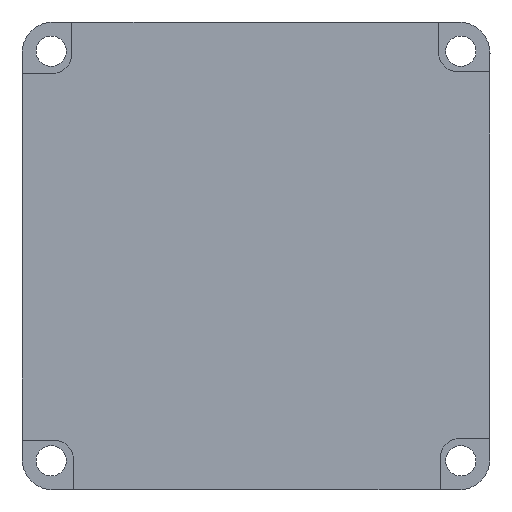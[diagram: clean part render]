
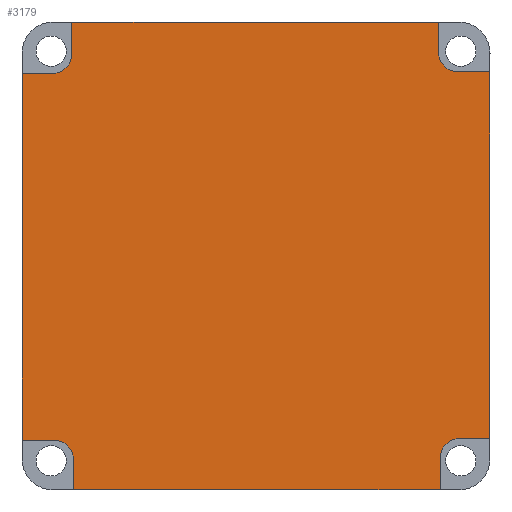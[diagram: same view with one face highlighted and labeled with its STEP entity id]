
A CAD part, left-side view. The second image highlights one B-rep face of the part: STEP entity #3179.
In plain terms, the highlighted planar face has unit normal (-1, 0, 0).
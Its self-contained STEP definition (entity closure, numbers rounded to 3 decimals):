
#5 = EDGE_CURVE ( 'NONE', #2792, #2084, #1931, .T. ) ;
#39 = EDGE_CURVE ( 'NONE', #780, #308, #4427, .T. ) ;
#40 = CARTESIAN_POINT ( 'NONE',  ( 242.222, 207.111, -84. ) ) ;
#46 = AXIS2_PLACEMENT_3D ( 'NONE', #4099, #2065, #4435 ) ;
#89 = EDGE_CURVE ( 'NONE', #3223, #1309, #2533, .T. ) ;
#91 = DIRECTION ( 'NONE',  ( 0., -1., 0. ) ) ;
#103 = ORIENTED_EDGE ( 'NONE', *, *, #1004, .F. ) ;
#111 = CARTESIAN_POINT ( 'NONE',  ( 242.222, 180., -44. ) ) ;
#177 = VERTEX_POINT ( 'NONE', #4522 ) ;
#213 = VERTEX_POINT ( 'NONE', #1852 ) ;
#232 = ORIENTED_EDGE ( 'NONE', *, *, #5, .F. ) ;
#253 = DIRECTION ( 'NONE',  ( 0., 0., -1. ) ) ;
#299 = ORIENTED_EDGE ( 'NONE', *, *, #4413, .T. ) ;
#308 = VERTEX_POINT ( 'NONE', #364 ) ;
#362 = ORIENTED_EDGE ( 'NONE', *, *, #671, .F. ) ;
#364 = CARTESIAN_POINT ( 'NONE',  ( 242.222, 172.52, -48.262 ) ) ;
#391 = ORIENTED_EDGE ( 'NONE', *, *, #1253, .F. ) ;
#410 = DIRECTION ( 'NONE',  ( 0., 0., 1. ) ) ;
#419 = CARTESIAN_POINT ( 'NONE',  ( 242.222, 205.515, -46.742 ) ) ;
#427 = ORIENTED_EDGE ( 'NONE', *, *, #675, .F. ) ;
#430 = CARTESIAN_POINT ( 'NONE',  ( 242.222, 207.163, -48.39 ) ) ;
#475 = EDGE_CURVE ( 'NONE', #308, #1309, #3108, .T. ) ;
#484 = DIRECTION ( 'NONE',  ( -1., 0., 0. ) ) ;
#508 = EDGE_CURVE ( 'NONE', #3223, #2792, #2887, .T. ) ;
#597 = VERTEX_POINT ( 'NONE', #2622 ) ;
#637 = CARTESIAN_POINT ( 'NONE',  ( 242.222, 174.04, -84. ) ) ;
#651 = ORIENTED_EDGE ( 'NONE', *, *, #1891, .F. ) ;
#671 = EDGE_CURVE ( 'NONE', #1387, #4258, #1520, .T. ) ;
#675 = EDGE_CURVE ( 'NONE', #4258, #3061, #2476, .T. ) ;
#695 = LINE ( 'NONE', #1396, #1467 ) ;
#707 = PLANE ( 'NONE',  #3675 ) ;
#724 = CIRCLE ( 'NONE', #3077, 1.648 ) ;
#779 = LINE ( 'NONE', #40, #4392 ) ;
#780 = VERTEX_POINT ( 'NONE', #1357 ) ;
#877 = CARTESIAN_POINT ( 'NONE',  ( 242.222, 207.163, -48.39 ) ) ;
#891 = DIRECTION ( 'NONE',  ( 0., 0., 1. ) ) ;
#994 = CARTESIAN_POINT ( 'NONE',  ( 242.222, 207.036, -81.385 ) ) ;
#1004 = EDGE_CURVE ( 'NONE', #3435, #4012, #2575, .T. ) ;
#1012 = DIRECTION ( 'NONE',  ( 0., 0., -1. ) ) ;
#1026 = LINE ( 'NONE', #2829, #3940 ) ;
#1062 = DIRECTION ( 'NONE',  ( 1., 0., 0. ) ) ;
#1079 = DIRECTION ( 'NONE',  ( 0., -1., 0. ) ) ;
#1137 = DIRECTION ( 'NONE',  ( 0., 1., 0. ) ) ;
#1253 = EDGE_CURVE ( 'NONE', #4012, #597, #724, .T. ) ;
#1263 = VECTOR ( 'NONE', #1012, 1000. ) ;
#1309 = VERTEX_POINT ( 'NONE', #3172 ) ;
#1348 = LINE ( 'NONE', #2904, #4008 ) ;
#1357 = CARTESIAN_POINT ( 'NONE',  ( 242.222, 174.167, -46.615 ) ) ;
#1375 = DIRECTION ( 'NONE',  ( 0., 0., 1. ) ) ;
#1377 = DIRECTION ( 'NONE',  ( 0., 0., 1. ) ) ;
#1387 = VERTEX_POINT ( 'NONE', #430 ) ;
#1388 = EDGE_CURVE ( 'NONE', #3435, #2501, #779, .T. ) ;
#1396 = CARTESIAN_POINT ( 'NONE',  ( 242.222, 209.778, -46.667 ) ) ;
#1467 = VECTOR ( 'NONE', #253, 1000. ) ;
#1520 = CIRCLE ( 'NONE', #1951, 1.648 ) ;
#1567 = DIRECTION ( 'NONE',  ( 0., -1., 0. ) ) ;
#1628 = FACE_OUTER_BOUND ( 'NONE', #2640, .T. ) ;
#1633 = CARTESIAN_POINT ( 'NONE',  ( 242.222, 172.392, -81.258 ) ) ;
#1634 = VECTOR ( 'NONE', #410, 1000. ) ;
#1656 = CARTESIAN_POINT ( 'NONE',  ( 242.222, 207.163, -46.742 ) ) ;
#1717 = CARTESIAN_POINT ( 'NONE',  ( 242.222, 205.515, -44. ) ) ;
#1768 = EDGE_CURVE ( 'NONE', #597, #2153, #1348, .T. ) ;
#1852 = CARTESIAN_POINT ( 'NONE',  ( 242.222, 209.778, -48.39 ) ) ;
#1891 = EDGE_CURVE ( 'NONE', #213, #1387, #4266, .T. ) ;
#1931 = CIRCLE ( 'NONE', #3756, 1.648 ) ;
#1951 = AXIS2_PLACEMENT_3D ( 'NONE', #1656, #4054, #2023 ) ;
#1983 = VECTOR ( 'NONE', #4041, 1000. ) ;
#2023 = DIRECTION ( 'NONE',  ( 0., 0., 1. ) ) ;
#2042 = ORIENTED_EDGE ( 'NONE', *, *, #89, .T. ) ;
#2065 = DIRECTION ( 'NONE',  ( -1., 0., 0. ) ) ;
#2084 = VERTEX_POINT ( 'NONE', #2410 ) ;
#2142 = ORIENTED_EDGE ( 'NONE', *, *, #3880, .F. ) ;
#2153 = VERTEX_POINT ( 'NONE', #2772 ) ;
#2196 = CARTESIAN_POINT ( 'NONE',  ( 242.222, 169.778, -79.61 ) ) ;
#2202 = VECTOR ( 'NONE', #91, 1000. ) ;
#2231 = ORIENTED_EDGE ( 'NONE', *, *, #1388, .T. ) ;
#2244 = EDGE_CURVE ( 'NONE', #213, #2153, #695, .T. ) ;
#2343 = CARTESIAN_POINT ( 'NONE',  ( 242.222, 172.392, -79.61 ) ) ;
#2410 = CARTESIAN_POINT ( 'NONE',  ( 242.222, 174.04, -81.258 ) ) ;
#2417 = CARTESIAN_POINT ( 'NONE',  ( 242.222, 174.04, -84. ) ) ;
#2432 = VECTOR ( 'NONE', #1375, 1000. ) ;
#2476 = LINE ( 'NONE', #3726, #4160 ) ;
#2501 = VERTEX_POINT ( 'NONE', #2417 ) ;
#2532 = CARTESIAN_POINT ( 'NONE',  ( 242.222, 189.778, -64. ) ) ;
#2533 = LINE ( 'NONE', #3820, #2432 ) ;
#2575 = LINE ( 'NONE', #3946, #1634 ) ;
#2586 = ORIENTED_EDGE ( 'NONE', *, *, #2244, .T. ) ;
#2622 = CARTESIAN_POINT ( 'NONE',  ( 242.222, 207.036, -79.738 ) ) ;
#2628 = CARTESIAN_POINT ( 'NONE',  ( 242.222, 205.388, -84. ) ) ;
#2640 = EDGE_LOOP ( 'NONE', ( #2231, #2142, #232, #4130, #2042, #4323, #4477, #2921, #299, #427, #362, #651, #2586, #3926, #391, #103 ) ) ;
#2667 = CARTESIAN_POINT ( 'NONE',  ( 242.222, 169.778, -48.262 ) ) ;
#2686 = DIRECTION ( 'NONE',  ( 0., 1., 0. ) ) ;
#2772 = CARTESIAN_POINT ( 'NONE',  ( 242.222, 209.778, -79.738 ) ) ;
#2773 = VECTOR ( 'NONE', #2686, 1000. ) ;
#2792 = VERTEX_POINT ( 'NONE', #2343 ) ;
#2829 = CARTESIAN_POINT ( 'NONE',  ( 242.222, 174.167, -46.615 ) ) ;
#2887 = LINE ( 'NONE', #4376, #1983 ) ;
#2904 = CARTESIAN_POINT ( 'NONE',  ( 242.222, 209.778, -79.738 ) ) ;
#2921 = ORIENTED_EDGE ( 'NONE', *, *, #3979, .F. ) ;
#3061 = VERTEX_POINT ( 'NONE', #1717 ) ;
#3077 = AXIS2_PLACEMENT_3D ( 'NONE', #994, #3479, #1377 ) ;
#3108 = LINE ( 'NONE', #2667, #2202 ) ;
#3172 = CARTESIAN_POINT ( 'NONE',  ( 242.222, 169.778, -48.262 ) ) ;
#3179 = ADVANCED_FACE ( 'NONE', ( #1628 ), #707, .F. ) ;
#3193 = CARTESIAN_POINT ( 'NONE',  ( 242.222, 205.388, -81.385 ) ) ;
#3223 = VERTEX_POINT ( 'NONE', #2196 ) ;
#3252 = LINE ( 'NONE', #637, #1263 ) ;
#3377 = DIRECTION ( 'NONE',  ( 0., 0., 1. ) ) ;
#3378 = VECTOR ( 'NONE', #4380, 1000. ) ;
#3435 = VERTEX_POINT ( 'NONE', #2628 ) ;
#3479 = DIRECTION ( 'NONE',  ( -1., 0., 0. ) ) ;
#3675 = AXIS2_PLACEMENT_3D ( 'NONE', #2532, #1062, #1079 ) ;
#3726 = CARTESIAN_POINT ( 'NONE',  ( 242.222, 205.515, -44. ) ) ;
#3756 = AXIS2_PLACEMENT_3D ( 'NONE', #1633, #484, #3377 ) ;
#3820 = CARTESIAN_POINT ( 'NONE',  ( 242.222, 169.778, -81.333 ) ) ;
#3880 = EDGE_CURVE ( 'NONE', #2084, #2501, #3252, .T. ) ;
#3926 = ORIENTED_EDGE ( 'NONE', *, *, #1768, .F. ) ;
#3940 = VECTOR ( 'NONE', #4512, 1000. ) ;
#3946 = CARTESIAN_POINT ( 'NONE',  ( 242.222, 205.388, -81.385 ) ) ;
#3979 = EDGE_CURVE ( 'NONE', #177, #780, #1026, .T. ) ;
#4008 = VECTOR ( 'NONE', #1137, 1000. ) ;
#4012 = VERTEX_POINT ( 'NONE', #3193 ) ;
#4041 = DIRECTION ( 'NONE',  ( 0., 1., 0. ) ) ;
#4054 = DIRECTION ( 'NONE',  ( -1., 0., 0. ) ) ;
#4099 = CARTESIAN_POINT ( 'NONE',  ( 242.222, 172.52, -46.615 ) ) ;
#4130 = ORIENTED_EDGE ( 'NONE', *, *, #508, .F. ) ;
#4160 = VECTOR ( 'NONE', #891, 1000. ) ;
#4258 = VERTEX_POINT ( 'NONE', #419 ) ;
#4266 = LINE ( 'NONE', #877, #3378 ) ;
#4323 = ORIENTED_EDGE ( 'NONE', *, *, #475, .F. ) ;
#4376 = CARTESIAN_POINT ( 'NONE',  ( 242.222, 172.392, -79.61 ) ) ;
#4380 = DIRECTION ( 'NONE',  ( 0., -1., 0. ) ) ;
#4392 = VECTOR ( 'NONE', #1567, 1000. ) ;
#4413 = EDGE_CURVE ( 'NONE', #177, #3061, #4564, .T. ) ;
#4427 = CIRCLE ( 'NONE', #46, 1.648 ) ;
#4435 = DIRECTION ( 'NONE',  ( 0., 0., 1. ) ) ;
#4477 = ORIENTED_EDGE ( 'NONE', *, *, #39, .F. ) ;
#4512 = DIRECTION ( 'NONE',  ( 0., 0., -1. ) ) ;
#4522 = CARTESIAN_POINT ( 'NONE',  ( 242.222, 174.167, -44. ) ) ;
#4564 = LINE ( 'NONE', #111, #2773 ) ;
